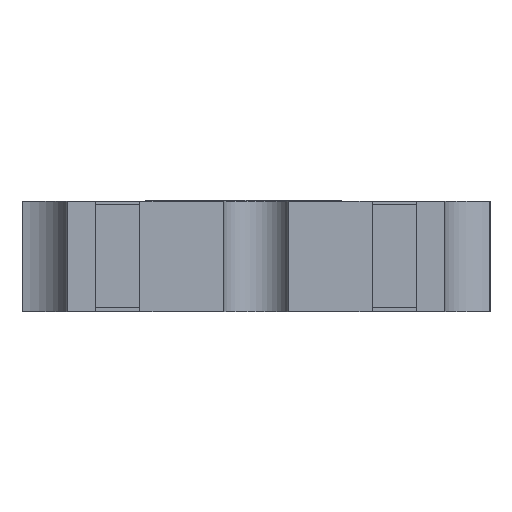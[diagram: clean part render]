
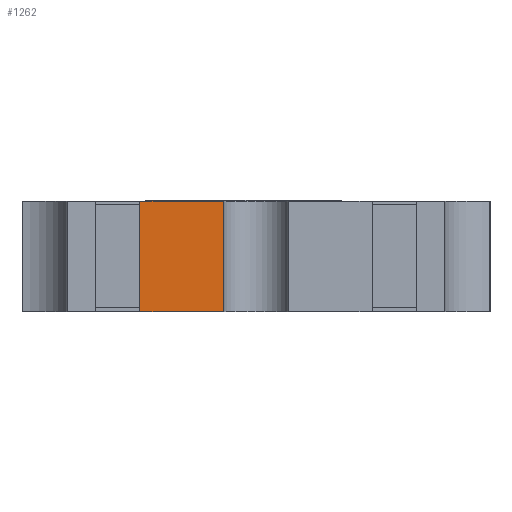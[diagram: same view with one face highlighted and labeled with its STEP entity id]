
A CAD part, front view. The second image highlights one B-rep face of the part: STEP entity #1262.
In plain terms, the highlighted planar face has unit normal (0, -1, 0).
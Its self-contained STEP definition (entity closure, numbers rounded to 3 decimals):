
#44 = ORIENTED_EDGE ( 'NONE', *, *, #962, .F. ) ;
#78 = CARTESIAN_POINT ( 'NONE',  ( -3.175, -2.54, 1.5 ) ) ;
#100 = LINE ( 'NONE', #2940, #1344 ) ;
#108 = VECTOR ( 'NONE', #1408, 1000. ) ;
#180 = VERTEX_POINT ( 'NONE', #1944 ) ;
#223 = PLANE ( 'NONE',  #1312 ) ;
#614 = DIRECTION ( 'NONE',  ( 1., 0., 0. ) ) ;
#714 = CARTESIAN_POINT ( 'NONE',  ( -1.575, -2.54, 1.45 ) ) ;
#798 = CARTESIAN_POINT ( 'NONE',  ( -1.575, -2.54, 0. ) ) ;
#962 = EDGE_CURVE ( 'NONE', #180, #2278, #1890, .T. ) ;
#1017 = DIRECTION ( 'NONE',  ( 0., 0., 1. ) ) ;
#1262 = ADVANCED_FACE ( 'NONE', ( #3304 ), #223, .F. ) ;
#1312 = AXIS2_PLACEMENT_3D ( 'NONE', #2318, #3343, #1017 ) ;
#1344 = VECTOR ( 'NONE', #614, 1000. ) ;
#1408 = DIRECTION ( 'NONE',  ( 0., 0., 1. ) ) ;
#1445 = ORIENTED_EDGE ( 'NONE', *, *, #1875, .T. ) ;
#1461 = VERTEX_POINT ( 'NONE', #1964 ) ;
#1483 = VECTOR ( 'NONE', #2687, 1000. ) ;
#1538 = ORIENTED_EDGE ( 'NONE', *, *, #2401, .T. ) ;
#1540 = ORIENTED_EDGE ( 'NONE', *, *, #3047, .F. ) ;
#1765 = LINE ( 'NONE', #714, #2174 ) ;
#1875 = EDGE_CURVE ( 'NONE', #2317, #1461, #100, .T. ) ;
#1890 = LINE ( 'NONE', #78, #1483 ) ;
#1892 = LINE ( 'NONE', #2708, #108 ) ;
#1944 = CARTESIAN_POINT ( 'NONE',  ( -1.575, -2.54, 1.5 ) ) ;
#1964 = CARTESIAN_POINT ( 'NONE',  ( -0.442, -2.54, 0. ) ) ;
#2174 = VECTOR ( 'NONE', #2811, 1000. ) ;
#2278 = VERTEX_POINT ( 'NONE', #2612 ) ;
#2317 = VERTEX_POINT ( 'NONE', #798 ) ;
#2318 = CARTESIAN_POINT ( 'NONE',  ( -3.175, -2.54, 1.5 ) ) ;
#2401 = EDGE_CURVE ( 'NONE', #1461, #2278, #1892, .T. ) ;
#2612 = CARTESIAN_POINT ( 'NONE',  ( -0.442, -2.54, 1.5 ) ) ;
#2687 = DIRECTION ( 'NONE',  ( 1., 0., 0. ) ) ;
#2708 = CARTESIAN_POINT ( 'NONE',  ( -0.442, -2.54, 0. ) ) ;
#2714 = EDGE_LOOP ( 'NONE', ( #1540, #1445, #1538, #44 ) ) ;
#2811 = DIRECTION ( 'NONE',  ( 0., 0., 1. ) ) ;
#2940 = CARTESIAN_POINT ( 'NONE',  ( -3.175, -2.54, 0. ) ) ;
#3047 = EDGE_CURVE ( 'NONE', #2317, #180, #1765, .T. ) ;
#3304 = FACE_OUTER_BOUND ( 'NONE', #2714, .T. ) ;
#3343 = DIRECTION ( 'NONE',  ( 0., 1., 0. ) ) ;
